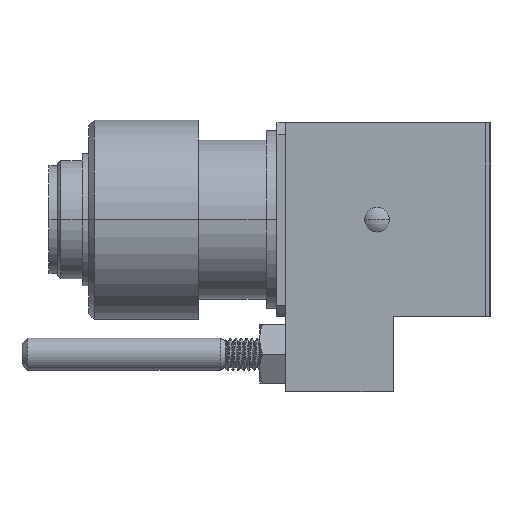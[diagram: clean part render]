
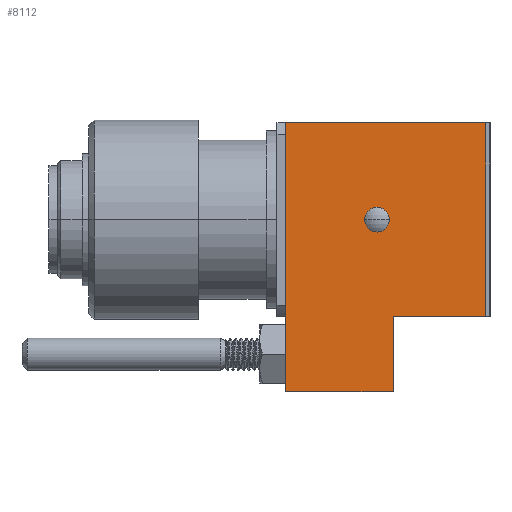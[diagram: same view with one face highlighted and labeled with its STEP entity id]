
A CAD part, left-side view. The second image highlights one B-rep face of the part: STEP entity #8112.
In plain terms, the highlighted planar face has unit normal (-1, 0, 0).
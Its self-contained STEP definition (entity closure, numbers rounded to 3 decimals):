
#2 = VERTEX_POINT ( 'NONE', #18551 ) ;
#238 = VERTEX_POINT ( 'NONE', #13527 ) ;
#599 = CARTESIAN_POINT ( 'NONE',  ( -15., -6.6, -9. ) ) ;
#660 = VERTEX_POINT ( 'NONE', #12967 ) ;
#710 = EDGE_CURVE ( 'NONE', #9964, #16183, #11732, .T. ) ;
#865 = VECTOR ( 'NONE', #7273, 1000. ) ;
#952 = AXIS2_PLACEMENT_3D ( 'NONE', #6531, #10837, #14100 ) ;
#1783 = VECTOR ( 'NONE', #18434, 1000. ) ;
#2485 = VERTEX_POINT ( 'NONE', #5989 ) ;
#2795 = CARTESIAN_POINT ( 'NONE',  ( -15., 12., -16. ) ) ;
#2925 = CARTESIAN_POINT ( 'NONE',  ( -15., -6.6, -16. ) ) ;
#3137 = CARTESIAN_POINT ( 'NONE',  ( -15., 2., -16. ) ) ;
#3381 = ORIENTED_EDGE ( 'NONE', *, *, #6488, .F. ) ;
#3922 = AXIS2_PLACEMENT_3D ( 'NONE', #16426, #5232, #9539 ) ;
#4122 = DIRECTION ( 'NONE',  ( 0., 0., 1. ) ) ;
#4970 = CARTESIAN_POINT ( 'NONE',  ( -15., -6.6, 9. ) ) ;
#5004 = CARTESIAN_POINT ( 'NONE',  ( -15., -7., 9. ) ) ;
#5232 = DIRECTION ( 'NONE',  ( -1., 0., 0. ) ) ;
#5290 = DIRECTION ( 'NONE',  ( 1., 0., 0. ) ) ;
#5595 = LINE ( 'NONE', #11390, #865 ) ;
#5645 = EDGE_CURVE ( 'NONE', #660, #2, #8903, .T. ) ;
#5989 = CARTESIAN_POINT ( 'NONE',  ( -15., 2., -16. ) ) ;
#6446 = DIRECTION ( 'NONE',  ( 0., 1., 0. ) ) ;
#6488 = EDGE_CURVE ( 'NONE', #2, #660, #11606, .T. ) ;
#6531 = CARTESIAN_POINT ( 'NONE',  ( -15., 3.5, 0. ) ) ;
#7168 = ORIENTED_EDGE ( 'NONE', *, *, #17159, .F. ) ;
#7273 = DIRECTION ( 'NONE',  ( 0., -1., 0. ) ) ;
#7436 = VERTEX_POINT ( 'NONE', #11477 ) ;
#7463 = VERTEX_POINT ( 'NONE', #14481 ) ;
#7519 = FACE_OUTER_BOUND ( 'NONE', #8288, .T. ) ;
#8112 = ADVANCED_FACE ( 'NONE', ( #7519, #16907 ), #11049, .F. ) ;
#8288 = EDGE_LOOP ( 'NONE', ( #9193, #14186, #18505, #12343, #10703, #7168 ) ) ;
#8417 = EDGE_CURVE ( 'NONE', #2485, #238, #9064, .T. ) ;
#8903 = CIRCLE ( 'NONE', #3922, 1.149 ) ;
#9064 = LINE ( 'NONE', #3137, #11556 ) ;
#9178 = VECTOR ( 'NONE', #15285, 1000. ) ;
#9193 = ORIENTED_EDGE ( 'NONE', *, *, #8417, .T. ) ;
#9539 = DIRECTION ( 'NONE',  ( 0., 1., 0. ) ) ;
#9964 = VERTEX_POINT ( 'NONE', #599 ) ;
#10703 = ORIENTED_EDGE ( 'NONE', *, *, #18196, .T. ) ;
#10837 = DIRECTION ( 'NONE',  ( -1., 0., 0. ) ) ;
#11049 = PLANE ( 'NONE',  #17514 ) ;
#11390 = CARTESIAN_POINT ( 'NONE',  ( -15., -7., -9. ) ) ;
#11477 = CARTESIAN_POINT ( 'NONE',  ( -15., 12., 9. ) ) ;
#11556 = VECTOR ( 'NONE', #11694, 1000. ) ;
#11606 = CIRCLE ( 'NONE', #952, 1.149 ) ;
#11694 = DIRECTION ( 'NONE',  ( 0., 0., 1. ) ) ;
#11732 = LINE ( 'NONE', #2925, #13072 ) ;
#11917 = EDGE_CURVE ( 'NONE', #16183, #7436, #15738, .T. ) ;
#12343 = ORIENTED_EDGE ( 'NONE', *, *, #11917, .T. ) ;
#12768 = LINE ( 'NONE', #2795, #1783 ) ;
#12967 = CARTESIAN_POINT ( 'NONE',  ( -15., 2.351, 0. ) ) ;
#13072 = VECTOR ( 'NONE', #4122, 1000. ) ;
#13266 = ORIENTED_EDGE ( 'NONE', *, *, #5645, .F. ) ;
#13527 = CARTESIAN_POINT ( 'NONE',  ( -15., 2., -9. ) ) ;
#13653 = CARTESIAN_POINT ( 'NONE',  ( -15., -7., -16. ) ) ;
#14100 = DIRECTION ( 'NONE',  ( 0., 1., 0. ) ) ;
#14186 = ORIENTED_EDGE ( 'NONE', *, *, #18230, .T. ) ;
#14481 = CARTESIAN_POINT ( 'NONE',  ( -15., 12., -16. ) ) ;
#15285 = DIRECTION ( 'NONE',  ( 0., 1., 0. ) ) ;
#15310 = DIRECTION ( 'NONE',  ( 0., 1., 0. ) ) ;
#15462 = LINE ( 'NONE', #13653, #9178 ) ;
#15738 = LINE ( 'NONE', #5004, #18387 ) ;
#16183 = VERTEX_POINT ( 'NONE', #4970 ) ;
#16426 = CARTESIAN_POINT ( 'NONE',  ( -15., 3.5, 0. ) ) ;
#16907 = FACE_BOUND ( 'NONE', #17953, .T. ) ;
#17159 = EDGE_CURVE ( 'NONE', #2485, #7463, #15462, .T. ) ;
#17514 = AXIS2_PLACEMENT_3D ( 'NONE', #18160, #5290, #15310 ) ;
#17953 = EDGE_LOOP ( 'NONE', ( #3381, #13266 ) ) ;
#18160 = CARTESIAN_POINT ( 'NONE',  ( -15., -7., -16. ) ) ;
#18196 = EDGE_CURVE ( 'NONE', #7436, #7463, #12768, .T. ) ;
#18230 = EDGE_CURVE ( 'NONE', #238, #9964, #5595, .T. ) ;
#18387 = VECTOR ( 'NONE', #6446, 1000. ) ;
#18434 = DIRECTION ( 'NONE',  ( 0., 0., -1. ) ) ;
#18505 = ORIENTED_EDGE ( 'NONE', *, *, #710, .T. ) ;
#18551 = CARTESIAN_POINT ( 'NONE',  ( -15., 4.649, 0. ) ) ;
